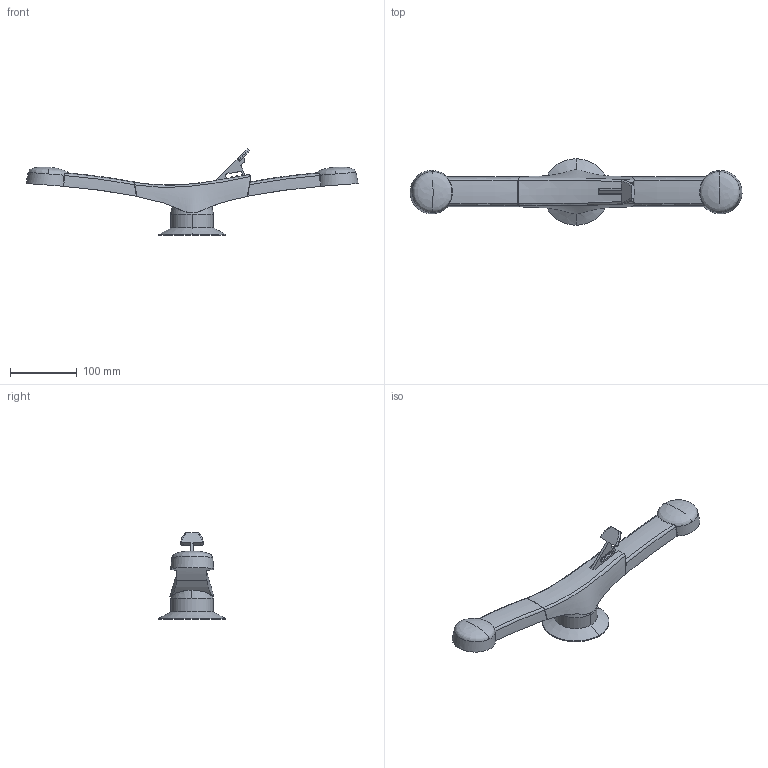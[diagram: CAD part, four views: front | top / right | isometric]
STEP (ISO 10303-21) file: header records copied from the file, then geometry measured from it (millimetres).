
FILE_DESCRIPTION((''),'2;1');
FILE_NAME('LBS-EH3200_ASM','2021-10-11T',('marketing.praksa'),('Audax d.o.o.'),'CREO PARAMETRIC BY PTC INC, 2017480','CREO PARAMETRIC BY PTC INC, 2017480','');
FILE_SCHEMA(('AUTOMOTIVE_DESIGN { 1 0 10303 214 1 1 1 1 }'));
Length unit declared in the file: millimetre
Products named in the file (6): 14538111; 14538111_1_1_2_2; 14538111_1_2; BLCK; PRT9562; LBS-EH3200_ASM
Assembly tree (5 placements, depth 2):
  LBS-EH3200_ASM
    14538111
    14538111_1_1_2_2
    14538111_1_2
    BLCK
    PRT9562
Bounding box: 498.5 x 100 x 130.52 mm (x, y, z)
Volume: 724029.3 mm3; surface area: 106869.6 mm2
Topology: 8 solids, 9 shells, 237 faces, 639 edges, 421 vertices
Faces by surface type: plane 76, cylinder 71, bspline 65, extrusion 11, torus 6, cone 4, revolution 4
Entity records: 17017 total; most frequent: CARTESIAN_POINT 7526, ORIENTED_EDGE 1268, PRESENTATION_STYLE_ASSIGNMENT 894, STYLED_ITEM 894, DIRECTION 892, CURVE_STYLE 649, EDGE_CURVE 634, VERTEX_POINT 421
